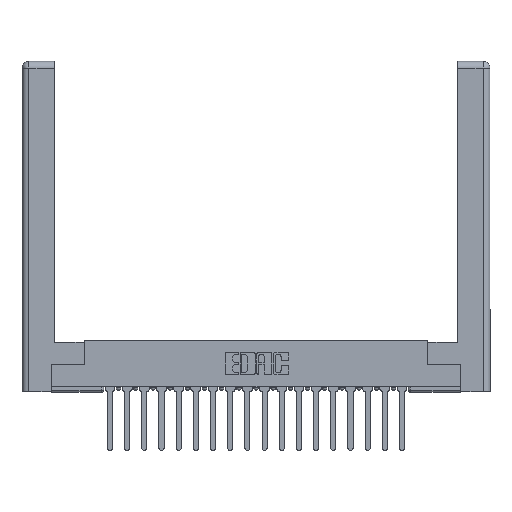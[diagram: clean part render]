
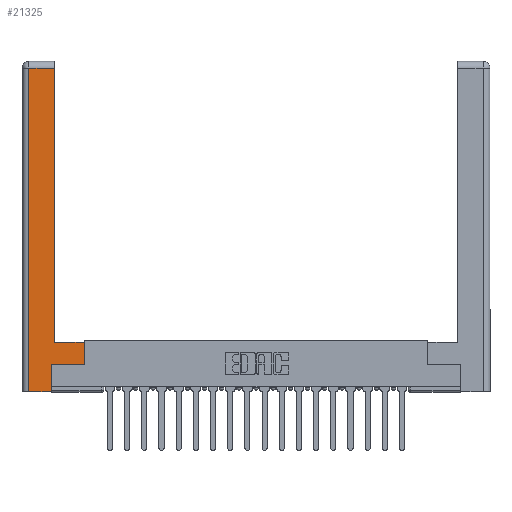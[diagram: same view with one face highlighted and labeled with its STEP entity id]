
A CAD part, top view. The second image highlights one B-rep face of the part: STEP entity #21325.
In plain terms, the highlighted planar face has unit normal (0, 0, 1).
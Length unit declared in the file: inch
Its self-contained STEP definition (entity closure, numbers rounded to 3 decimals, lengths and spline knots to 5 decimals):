
#336 = EDGE_CURVE ( 'NONE', #6410, #9830, #20972, .T. ) ;
#363 = EDGE_CURVE ( 'NONE', #19616, #7824, #2729, .T. ) ;
#634 = VERTEX_POINT ( 'NONE', #19577 ) ;
#668 = PLANE ( 'NONE',  #19569 ) ;
#703 = CARTESIAN_POINT ( 'NONE',  ( 0.295, 3., 0. ) ) ;
#1732 = VECTOR ( 'NONE', #10234, 39.37008 ) ;
#2114 = DIRECTION ( 'NONE',  ( 0., -1., 0. ) ) ;
#2187 = CARTESIAN_POINT ( 'NONE',  ( 0.265, 0., 0. ) ) ;
#2354 = DIRECTION ( 'NONE',  ( -1., 0., 0. ) ) ;
#2729 = LINE ( 'NONE', #18920, #5828 ) ;
#2915 = CARTESIAN_POINT ( 'NONE',  ( 0.265, 0., 0. ) ) ;
#2993 = VERTEX_POINT ( 'NONE', #21061 ) ;
#3721 = DIRECTION ( 'NONE',  ( -1., 0., 0. ) ) ;
#5203 = ORIENTED_EDGE ( 'NONE', *, *, #6997, .T. ) ;
#5283 = CARTESIAN_POINT ( 'NONE',  ( 0.0615, 0., 0. ) ) ;
#5664 = DIRECTION ( 'NONE',  ( 0., 0., -1. ) ) ;
#5828 = VECTOR ( 'NONE', #3721, 39.37008 ) ;
#5915 = CARTESIAN_POINT ( 'NONE',  ( 0.0615, 2.94, 0. ) ) ;
#6288 = EDGE_CURVE ( 'NONE', #7824, #8805, #18483, .T. ) ;
#6410 = VERTEX_POINT ( 'NONE', #15353 ) ;
#6497 = EDGE_CURVE ( 'NONE', #16806, #634, #21567, .T. ) ;
#6899 = EDGE_LOOP ( 'NONE', ( #7813, #20795, #19467, #18437, #9842, #12580, #8521, #5203 ) ) ;
#6997 = EDGE_CURVE ( 'NONE', #9830, #2993, #13691, .T. ) ;
#7183 = CARTESIAN_POINT ( 'NONE',  ( 0.565, 0.45, 0. ) ) ;
#7813 = ORIENTED_EDGE ( 'NONE', *, *, #11785, .T. ) ;
#7824 = VERTEX_POINT ( 'NONE', #5915 ) ;
#7880 = LINE ( 'NONE', #703, #13854 ) ;
#8521 = ORIENTED_EDGE ( 'NONE', *, *, #336, .T. ) ;
#8583 = CARTESIAN_POINT ( 'NONE',  ( 0.295, 0.45, 0. ) ) ;
#8805 = VERTEX_POINT ( 'NONE', #20496 ) ;
#9565 = FACE_OUTER_BOUND ( 'NONE', #6899, .T. ) ;
#9830 = VERTEX_POINT ( 'NONE', #16886 ) ;
#9842 = ORIENTED_EDGE ( 'NONE', *, *, #6497, .T. ) ;
#10124 = DIRECTION ( 'NONE',  ( 1., 0., 0. ) ) ;
#10234 = DIRECTION ( 'NONE',  ( -1., 0., 0. ) ) ;
#11022 = VECTOR ( 'NONE', #17082, 39.37008 ) ;
#11785 = EDGE_CURVE ( 'NONE', #2993, #19616, #7880, .T. ) ;
#11824 = CARTESIAN_POINT ( 'NONE',  ( 0.565, 0.245, 0. ) ) ;
#12481 = CARTESIAN_POINT ( 'NONE',  ( 0.265, 0.245, 0. ) ) ;
#12580 = ORIENTED_EDGE ( 'NONE', *, *, #14112, .T. ) ;
#13691 = LINE ( 'NONE', #8583, #1732 ) ;
#13722 = VECTOR ( 'NONE', #20986, 39.37008 ) ;
#13854 = VECTOR ( 'NONE', #15548, 39.37008 ) ;
#14112 = EDGE_CURVE ( 'NONE', #634, #6410, #21344, .T. ) ;
#14148 = DIRECTION ( 'NONE',  ( 0., 1., 0. ) ) ;
#15110 = EDGE_CURVE ( 'NONE', #8805, #16806, #19774, .T. ) ;
#15353 = CARTESIAN_POINT ( 'NONE',  ( 0.565, 0.245, 0. ) ) ;
#15548 = DIRECTION ( 'NONE',  ( 0., 1., 0. ) ) ;
#16611 = VECTOR ( 'NONE', #14148, 39.37008 ) ;
#16631 = VECTOR ( 'NONE', #2114, 39.37008 ) ;
#16806 = VERTEX_POINT ( 'NONE', #2187 ) ;
#16886 = CARTESIAN_POINT ( 'NONE',  ( 0.565, 0.45, 0. ) ) ;
#17082 = DIRECTION ( 'NONE',  ( 0., 1., 0. ) ) ;
#17429 = CARTESIAN_POINT ( 'NONE',  ( 0., 0., 0. ) ) ;
#18437 = ORIENTED_EDGE ( 'NONE', *, *, #15110, .T. ) ;
#18483 = LINE ( 'NONE', #5283, #16631 ) ;
#18920 = CARTESIAN_POINT ( 'NONE',  ( 0.0615, 2.94, 0. ) ) ;
#19467 = ORIENTED_EDGE ( 'NONE', *, *, #6288, .T. ) ;
#19544 = CARTESIAN_POINT ( 'NONE',  ( 0.295, 2.94, 0. ) ) ;
#19569 = AXIS2_PLACEMENT_3D ( 'NONE', #17429, #5664, #2354 ) ;
#19577 = CARTESIAN_POINT ( 'NONE',  ( 0.265, 0.245, 0. ) ) ;
#19616 = VERTEX_POINT ( 'NONE', #19544 ) ;
#19774 = LINE ( 'NONE', #2915, #13722 ) ;
#20313 = VECTOR ( 'NONE', #10124, 39.37008 ) ;
#20496 = CARTESIAN_POINT ( 'NONE',  ( 0.0615, 0., 0. ) ) ;
#20795 = ORIENTED_EDGE ( 'NONE', *, *, #363, .T. ) ;
#20972 = LINE ( 'NONE', #7183, #11022 ) ;
#20986 = DIRECTION ( 'NONE',  ( 1., 0., 0. ) ) ;
#21061 = CARTESIAN_POINT ( 'NONE',  ( 0.295, 0.45, 0. ) ) ;
#21325 = ADVANCED_FACE ( 'NONE', ( #9565 ), #668, .F. ) ;
#21344 = LINE ( 'NONE', #11824, #20313 ) ;
#21567 = LINE ( 'NONE', #12481, #16611 ) ;
